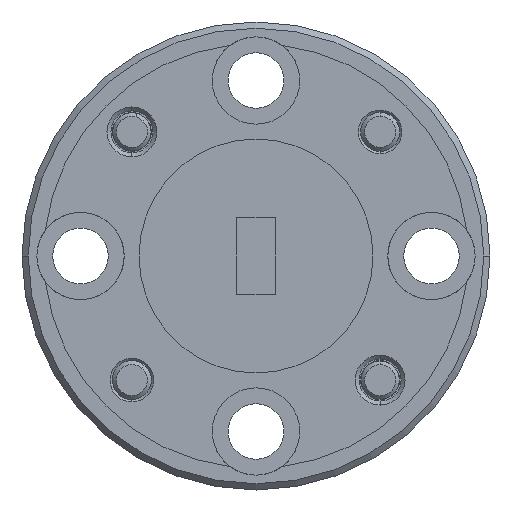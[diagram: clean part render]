
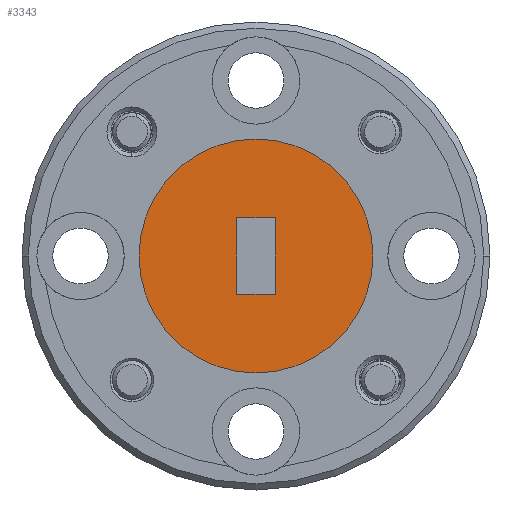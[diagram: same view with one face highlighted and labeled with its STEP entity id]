
A CAD part, left-side view. The second image highlights one B-rep face of the part: STEP entity #3343.
In plain terms, the highlighted planar face has unit normal (-1, 0, 0).
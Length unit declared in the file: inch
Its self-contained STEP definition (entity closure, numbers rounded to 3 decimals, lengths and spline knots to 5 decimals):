
#23 = ORIENTED_EDGE ( 'NONE', *, *, #2389, .F. ) ;
#314 = DIRECTION ( 'NONE',  ( 0., 1., 0. ) ) ;
#335 = VERTEX_POINT ( 'NONE', #498 ) ;
#498 = CARTESIAN_POINT ( 'NONE',  ( -0.65805, 2.05952, 2.82361 ) ) ;
#557 = CARTESIAN_POINT ( 'NONE',  ( -0.65805, 2.05952, 2.82361 ) ) ;
#574 = FACE_BOUND ( 'NONE', #5679, .T. ) ;
#1084 = ORIENTED_EDGE ( 'NONE', *, *, #1672, .T. ) ;
#1375 = CARTESIAN_POINT ( 'NONE',  ( -0.65805, 1.90252, 2.88461 ) ) ;
#1403 = DIRECTION ( 'NONE',  ( 1., 0., 0. ) ) ;
#1508 = CARTESIAN_POINT ( 'NONE',  ( -0.65805, 2.05952, 2.94561 ) ) ;
#1536 = DIRECTION ( 'NONE',  ( 0., -1., 0. ) ) ;
#1672 = EDGE_CURVE ( 'NONE', #3089, #4281, #7309, .T. ) ;
#1871 = VECTOR ( 'NONE', #1536, 39.37008 ) ;
#1898 = CARTESIAN_POINT ( 'NONE',  ( -0.65805, 2.12052, 2.82361 ) ) ;
#2027 = CARTESIAN_POINT ( 'NONE',  ( -0.65805, 2.27752, 2.88461 ) ) ;
#2057 = ORIENTED_EDGE ( 'NONE', *, *, #3967, .T. ) ;
#2116 = CARTESIAN_POINT ( 'NONE',  ( -0.65805, 2.12052, 2.94561 ) ) ;
#2141 = CARTESIAN_POINT ( 'NONE',  ( -0.65805, 2.09002, 2.88461 ) ) ;
#2309 = CARTESIAN_POINT ( 'NONE',  ( -0.65805, 2.05952, 2.94561 ) ) ;
#2332 = DIRECTION ( 'NONE',  ( -1., 0., 0. ) ) ;
#2389 = EDGE_CURVE ( 'NONE', #6595, #2501, #3813, .T. ) ;
#2501 = VERTEX_POINT ( 'NONE', #2027 ) ;
#2892 = CARTESIAN_POINT ( 'NONE',  ( -0.65805, 2.12052, 2.82361 ) ) ;
#3085 = AXIS2_PLACEMENT_3D ( 'NONE', #2141, #6240, #7314 ) ;
#3089 = VERTEX_POINT ( 'NONE', #1898 ) ;
#3163 = VECTOR ( 'NONE', #7254, 39.37008 ) ;
#3339 = PLANE ( 'NONE',  #7238 ) ;
#3343 = ADVANCED_FACE ( 'NONE', ( #574, #4185 ), #3339, .T. ) ;
#3734 = EDGE_CURVE ( 'NONE', #6032, #335, #5779, .T. ) ;
#3813 = CIRCLE ( 'NONE', #3085, 0.1875 ) ;
#3967 = EDGE_CURVE ( 'NONE', #335, #3089, #6115, .T. ) ;
#4185 = FACE_OUTER_BOUND ( 'NONE', #4387, .T. ) ;
#4281 = VERTEX_POINT ( 'NONE', #2116 ) ;
#4387 = EDGE_LOOP ( 'NONE', ( #4910, #23 ) ) ;
#4398 = VECTOR ( 'NONE', #6206, 39.37008 ) ;
#4910 = ORIENTED_EDGE ( 'NONE', *, *, #5183, .F. ) ;
#5043 = CARTESIAN_POINT ( 'NONE',  ( -0.65805, 2.09002, 2.88461 ) ) ;
#5183 = EDGE_CURVE ( 'NONE', #2501, #6595, #5528, .T. ) ;
#5186 = ORIENTED_EDGE ( 'NONE', *, *, #6163, .T. ) ;
#5528 = CIRCLE ( 'NONE', #7338, 0.1875 ) ;
#5679 = EDGE_LOOP ( 'NONE', ( #5186, #6191, #2057, #1084 ) ) ;
#5779 = LINE ( 'NONE', #557, #6879 ) ;
#6032 = VERTEX_POINT ( 'NONE', #2309 ) ;
#6111 = LINE ( 'NONE', #1508, #1871 ) ;
#6115 = LINE ( 'NONE', #6725, #3163 ) ;
#6163 = EDGE_CURVE ( 'NONE', #4281, #6032, #6111, .T. ) ;
#6191 = ORIENTED_EDGE ( 'NONE', *, *, #3734, .T. ) ;
#6206 = DIRECTION ( 'NONE',  ( 0., 0., 1. ) ) ;
#6240 = DIRECTION ( 'NONE',  ( 1., 0., 0. ) ) ;
#6595 = VERTEX_POINT ( 'NONE', #1375 ) ;
#6625 = CARTESIAN_POINT ( 'NONE',  ( -0.65805, 2.09002, 2.88461 ) ) ;
#6725 = CARTESIAN_POINT ( 'NONE',  ( -0.65805, 2.05952, 2.82361 ) ) ;
#6879 = VECTOR ( 'NONE', #7477, 39.37008 ) ;
#6927 = DIRECTION ( 'NONE',  ( 0., -1., 0. ) ) ;
#7238 = AXIS2_PLACEMENT_3D ( 'NONE', #5043, #2332, #6927 ) ;
#7254 = DIRECTION ( 'NONE',  ( 0., 1., 0. ) ) ;
#7309 = LINE ( 'NONE', #2892, #4398 ) ;
#7314 = DIRECTION ( 'NONE',  ( 0., 1., 0. ) ) ;
#7338 = AXIS2_PLACEMENT_3D ( 'NONE', #6625, #1403, #314 ) ;
#7477 = DIRECTION ( 'NONE',  ( 0., 0., -1. ) ) ;
